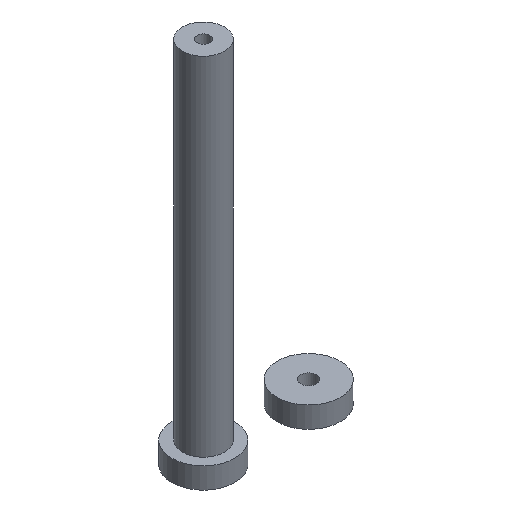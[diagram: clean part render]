
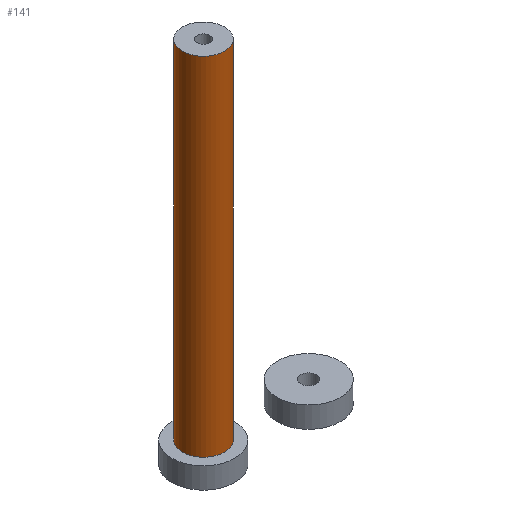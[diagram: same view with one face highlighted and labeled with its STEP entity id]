
A CAD part, isometric view. The second image highlights one B-rep face of the part: STEP entity #141.
In plain terms, the highlighted cylindrical face has radius 2 mm (diameter 4 mm), a full revolution.
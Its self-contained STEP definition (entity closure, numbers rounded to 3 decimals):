
#27=CYLINDRICAL_SURFACE('',#169,2.);
#33=FACE_OUTER_BOUND('',#44,.T.);
#44=EDGE_LOOP('',(#113,#114,#115,#116));
#59=LINE('',#250,#65);
#65=VECTOR('',#202,2.);
#71=CIRCLE('',#170,2.);
#72=CIRCLE('',#171,2.);
#82=VERTEX_POINT('',#247);
#83=VERTEX_POINT('',#249);
#94=EDGE_CURVE('',#82,#82,#71,.T.);
#95=EDGE_CURVE('',#82,#83,#59,.T.);
#96=EDGE_CURVE('',#83,#83,#72,.T.);
#113=ORIENTED_EDGE('',*,*,#94,.F.);
#114=ORIENTED_EDGE('',*,*,#95,.T.);
#115=ORIENTED_EDGE('',*,*,#96,.F.);
#116=ORIENTED_EDGE('',*,*,#95,.F.);
#141=ADVANCED_FACE('',(#33),#27,.T.);
#169=AXIS2_PLACEMENT_3D('',#246,#198,#199);
#170=AXIS2_PLACEMENT_3D('',#248,#200,#201);
#171=AXIS2_PLACEMENT_3D('',#251,#203,#204);
#198=DIRECTION('center_axis',(0.,0.,1.));
#199=DIRECTION('ref_axis',(-1.,0.,0.));
#200=DIRECTION('center_axis',(0.,0.,1.));
#201=DIRECTION('ref_axis',(-1.,0.,0.));
#202=DIRECTION('',(0.,0.,-1.));
#203=DIRECTION('center_axis',(0.,0.,-1.));
#204=DIRECTION('ref_axis',(-1.,0.,0.));
#246=CARTESIAN_POINT('Origin',(0.,0.,2.));
#247=CARTESIAN_POINT('',(2.,0.,35.));
#248=CARTESIAN_POINT('Origin',(0.,0.,35.));
#249=CARTESIAN_POINT('',(2.,0.,2.));
#250=CARTESIAN_POINT('',(2.,0.,2.));
#251=CARTESIAN_POINT('Origin',(0.,0.,2.));
